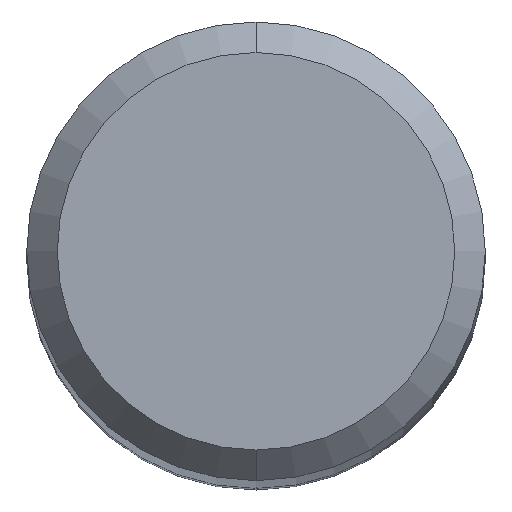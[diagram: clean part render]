
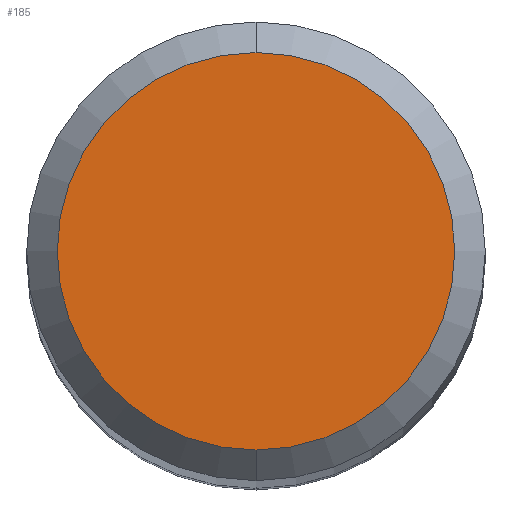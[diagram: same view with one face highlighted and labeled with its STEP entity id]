
A CAD part, top view. The second image highlights one B-rep face of the part: STEP entity #185.
In plain terms, the highlighted planar face has unit normal (0, 0, 1).
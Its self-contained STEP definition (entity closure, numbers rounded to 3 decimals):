
#181=VERTEX_POINT('',#457);
#185=ADVANCED_FACE('',(#462),#463,.T.);
#277=EDGE_CURVE('',#373,#181,#562,.T.);
#303=EDGE_CURVE('',#181,#373,#593,.T.);
#373=VERTEX_POINT('',#668);
#457=CARTESIAN_POINT('',(0.,-2.6,0.0));
#462=FACE_OUTER_BOUND('',#762,.T.);
#463=PLANE('',#763);
#562=CIRCLE('',#1036,2.6);
#593=CIRCLE('',#1073,2.6);
#668=CARTESIAN_POINT('',(0.0,2.6,0.0));
#762=EDGE_LOOP('',(#1350,#1351));
#763=AXIS2_PLACEMENT_3D('',#1352,#1353,#1354);
#1036=AXIS2_PLACEMENT_3D('',#1435,#1436,#1437);
#1073=AXIS2_PLACEMENT_3D('',#1495,#1496,#1497);
#1350=ORIENTED_EDGE('',*,*,#277,.F.);
#1351=ORIENTED_EDGE('',*,*,#303,.F.);
#1352=CARTESIAN_POINT('',(0.0,1.3,0.0));
#1353=DIRECTION('',(-0.0,0.0,1.0));
#1354=DIRECTION('',(0.0,-1.0,0.0));
#1435=CARTESIAN_POINT('',(0.0,0.0,0.0));
#1436=DIRECTION('',(0.0,0.0,-1.0));
#1437=DIRECTION('',(0.0,1.0,0.0));
#1495=CARTESIAN_POINT('',(0.0,0.0,0.0));
#1496=DIRECTION('',(0.0,0.0,-1.0));
#1497=DIRECTION('',(0.0,1.0,0.0));
